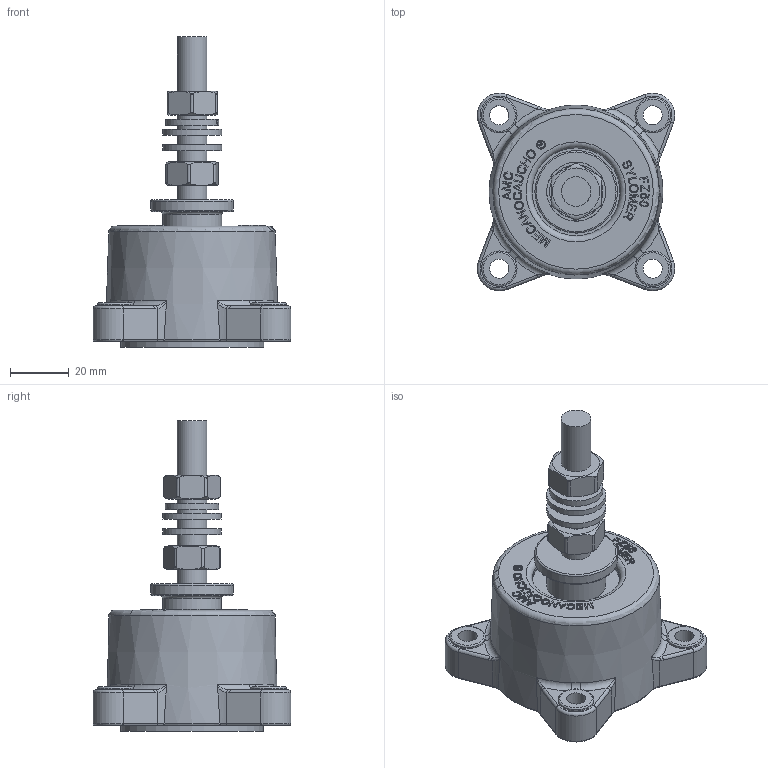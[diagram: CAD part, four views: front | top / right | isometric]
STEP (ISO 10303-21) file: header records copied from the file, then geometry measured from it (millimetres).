
FILE_DESCRIPTION( ( 'Unknown' ), '1' );
FILE_NAME( 'FZ50_simplicado.stp', 'Unknown', ( 'Unknown' ), ( 'Unknown' ), 'PSStep 16.0.42', 'Unknown', ' ' );
FILE_SCHEMA( ( 'AUTOMOTIVE_DESIGN { 1 0 10303 214 1 1 1 1 }' ) );
Length unit declared in the file: millimetre
Products named in the file (2): 1; 2
Bounding box: 66.99 x 66.99 x 105.22 mm (x, y, z)
Volume: 111894.7 mm3; surface area: 36152.4 mm2
Topology: 2 solids, 2 shells, 500 faces, 1238 edges, 786 vertices
Faces by surface type: plane 268, cylinder 85, bspline 76, torus 67, cone 4
Full cylindrical faces by diameter (mm): 3.2 x4, 6.5 x4, 10 x6, 12 x5, 16 x1, 20 x3, 28 x1, 44 x1, 48.5 x2
Entity records: 26708 total; most frequent: CARTESIAN_POINT 11862, ORIENTED_EDGE 2264, DIRECTION 1990, EDGE_CURVE 1132, VERTEX_POINT 761, AXIS2_PLACEMENT_3D 669, LINE 652, VECTOR 652
